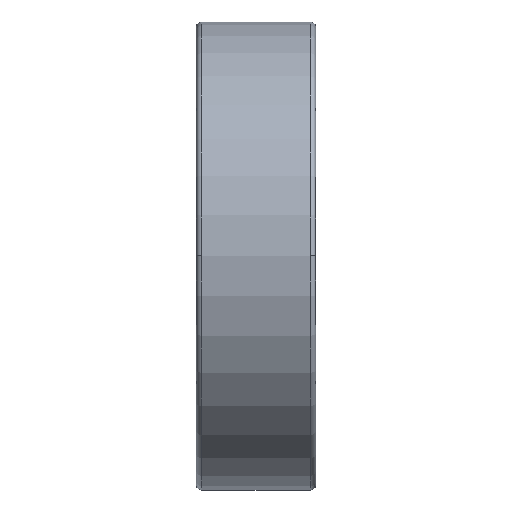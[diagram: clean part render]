
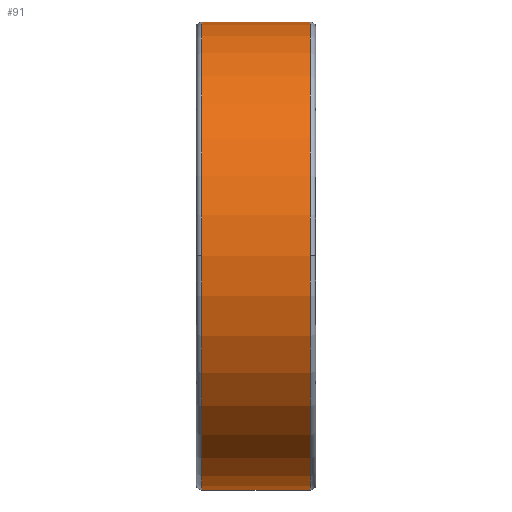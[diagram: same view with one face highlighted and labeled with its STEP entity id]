
A CAD part, top view. The second image highlights one B-rep face of the part: STEP entity #91.
In plain terms, the highlighted cylindrical face has radius 45 mm (diameter 90 mm), a partial arc.
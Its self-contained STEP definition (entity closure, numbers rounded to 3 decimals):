
#91=ADVANCED_FACE('',(#341),#342,.T.);
#341=FACE_OUTER_BOUND('',#917,.T.);
#342=CYLINDRICAL_SURFACE('',#918,45.0);
#917=EDGE_LOOP('',(#1524,#1525,#1526,#1527,#1528,#1529));
#918=AXIS2_PLACEMENT_3D('',#1530,#1531,#1532);
#1524=ORIENTED_EDGE('',*,*,#3277,.F.);
#1525=ORIENTED_EDGE('',*,*,#3255,.T.);
#1526=ORIENTED_EDGE('',*,*,#3278,.T.);
#1527=ORIENTED_EDGE('',*,*,#3279,.F.);
#1528=ORIENTED_EDGE('',*,*,#3280,.F.);
#1529=ORIENTED_EDGE('',*,*,#3273,.F.);
#1530=CARTESIAN_POINT('',(11.5,0.0,0.0));
#1531=DIRECTION('',(1.0,0.0,0.0));
#1532=DIRECTION('',(0.0,1.0,0.0));
#3255=EDGE_CURVE('',#3778,#3776,#3779,.T.);
#3273=EDGE_CURVE('',#3812,#3814,#3815,.T.);
#3277=EDGE_CURVE('',#3778,#3812,#3821,.T.);
#3278=EDGE_CURVE('',#3776,#3822,#3823,.T.);
#3279=EDGE_CURVE('',#3824,#3822,#3825,.T.);
#3280=EDGE_CURVE('',#3814,#3824,#3826,.T.);
#3776=VERTEX_POINT('',#4656);
#3778=VERTEX_POINT('',#4658);
#3779=CIRCLE('',#4659,45.0);
#3812=VERTEX_POINT('',#4696);
#3814=VERTEX_POINT('',#4698);
#3815=CIRCLE('',#4699,45.0);
#3821=LINE('',#4705,#4706);
#3822=VERTEX_POINT('',#4707);
#3823=CIRCLE('',#4708,45.0);
#3824=VERTEX_POINT('',#4709);
#3825=LINE('',#4710,#4711);
#3826=CIRCLE('',#4712,45.0);
#4656=CARTESIAN_POINT('',(1.1,0.,45.0));
#4658=CARTESIAN_POINT('',(1.1,45.0,0.0));
#4659=AXIS2_PLACEMENT_3D('',#8039,#8040,#8041);
#4696=CARTESIAN_POINT('',(21.9,45.0,0.0));
#4698=CARTESIAN_POINT('',(21.9,0.,45.0));
#4699=AXIS2_PLACEMENT_3D('',#8085,#8086,#8087);
#4705=CARTESIAN_POINT('',(11.5,45.0,0.));
#4706=VECTOR('',#8097,1.0);
#4707=CARTESIAN_POINT('',(1.1,-45.0,0.));
#4708=AXIS2_PLACEMENT_3D('',#8098,#8099,#8100);
#4709=CARTESIAN_POINT('',(21.9,-45.0,0.));
#4710=CARTESIAN_POINT('',(11.5,-45.0,0.));
#4711=VECTOR('',#8101,1.0);
#4712=AXIS2_PLACEMENT_3D('',#8102,#8103,#8104);
#8039=CARTESIAN_POINT('',(1.1,0.0,0.0));
#8040=DIRECTION('',(1.0,0.0,0.0));
#8041=DIRECTION('',(0.0,1.0,0.0));
#8085=CARTESIAN_POINT('',(21.9,0.0,0.0));
#8086=DIRECTION('',(1.0,0.0,0.0));
#8087=DIRECTION('',(0.0,1.0,0.0));
#8097=DIRECTION('',(1.0,0.0,0.0));
#8098=CARTESIAN_POINT('',(1.1,0.0,0.0));
#8099=DIRECTION('',(1.0,0.0,0.0));
#8100=DIRECTION('',(0.0,1.0,0.0));
#8101=DIRECTION('',(-1.0,-0.0,-0.0));
#8102=CARTESIAN_POINT('',(21.9,0.0,0.0));
#8103=DIRECTION('',(1.0,0.0,0.0));
#8104=DIRECTION('',(0.0,1.0,0.0));
